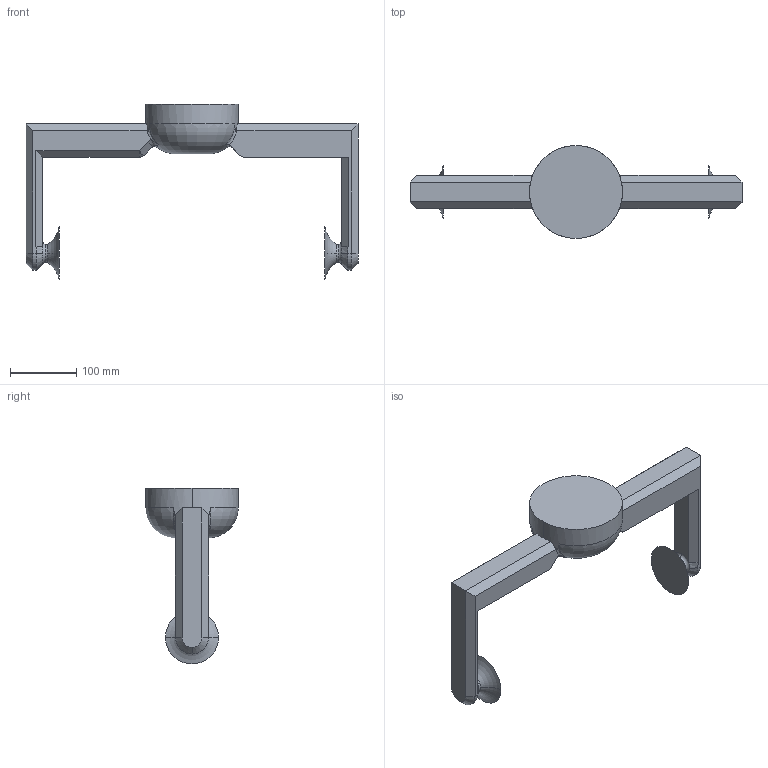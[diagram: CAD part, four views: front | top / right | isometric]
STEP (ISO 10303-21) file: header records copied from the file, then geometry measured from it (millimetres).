
FILE_DESCRIPTION (( 'STEP AP203' ), '1' );
FILE_NAME ('ferramenta_Valor predeterminado_sldprt.STEP', '2021-01-10T23:19:07', ( '' ), ( '' ), 'SwSTEP 2.0', 'SolidWorks 2020', '' );
FILE_SCHEMA (( 'CONFIG_CONTROL_DESIGN' ));
Length unit declared in the file: millimetre
Products named in the file (1): ferramenta_Valor predeterminado_sldprt
Bounding box: 499.7 x 140 x 264.85 mm (x, y, z)
Volume: 2218282.9 mm3; surface area: 186529.8 mm2
Topology: 1 solids, 1 shells, 91 faces, 220 edges, 125 vertices
Faces by surface type: plane 36, bspline 20, torus 14, cone 11, cylinder 10
Entity records: 4241 total; most frequent: CARTESIAN_POINT 2255, ORIENTED_EDGE 428, DIRECTION 354, EDGE_CURVE 214, AXIS2_PLACEMENT_3D 138, VERTEX_POINT 125, EDGE_LOOP 91, ADVANCED_FACE 91
